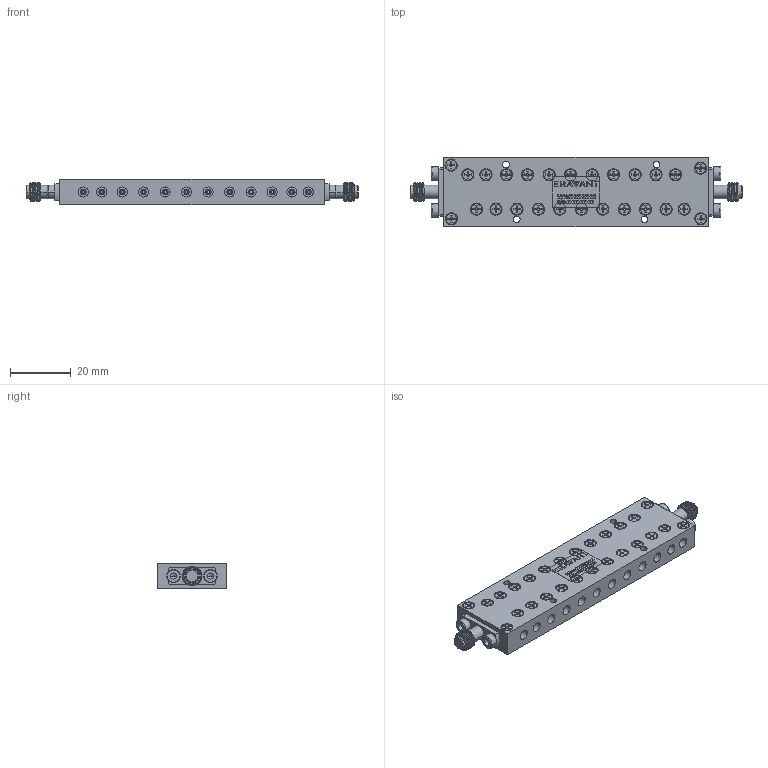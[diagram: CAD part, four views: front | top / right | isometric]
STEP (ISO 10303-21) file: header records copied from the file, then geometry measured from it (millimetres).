
FILE_DESCRIPTION (( 'STEP AP203' ), '1' );
FILE_NAME ('SCF-96222270-SFSF-B3.STEP', '2020-11-11T18:14:09', ( '' ), ( '' ), 'SwSTEP 2.0', 'SolidWorks 2020', '' );
FILE_SCHEMA (( 'CONFIG_CONTROL_DESIGN' ));
Length unit declared in the file: inch
Products named in the file (1): SCF-96222270-SFSF-B3
Bounding box: 109.2 x 23 x 8.51 mm (x, y, z)
Volume: 16506.7 mm3; surface area: 13545.3 mm2
Topology: 84 solids, 84 shells, 3599 faces, 8975 edges, 5582 vertices
Faces by surface type: cone 1148, plane 1139, cylinder 802, torus 276, bspline 234
Entity records: 116612 total; most frequent: CARTESIAN_POINT 36355, ORIENTED_EDGE 17710, DIRECTION 15873, EDGE_CURVE 8855, AXIS2_PLACEMENT_3D 6256, VERTEX_POINT 5582, EDGE_LOOP 3879, ADVANCED_FACE 3599
